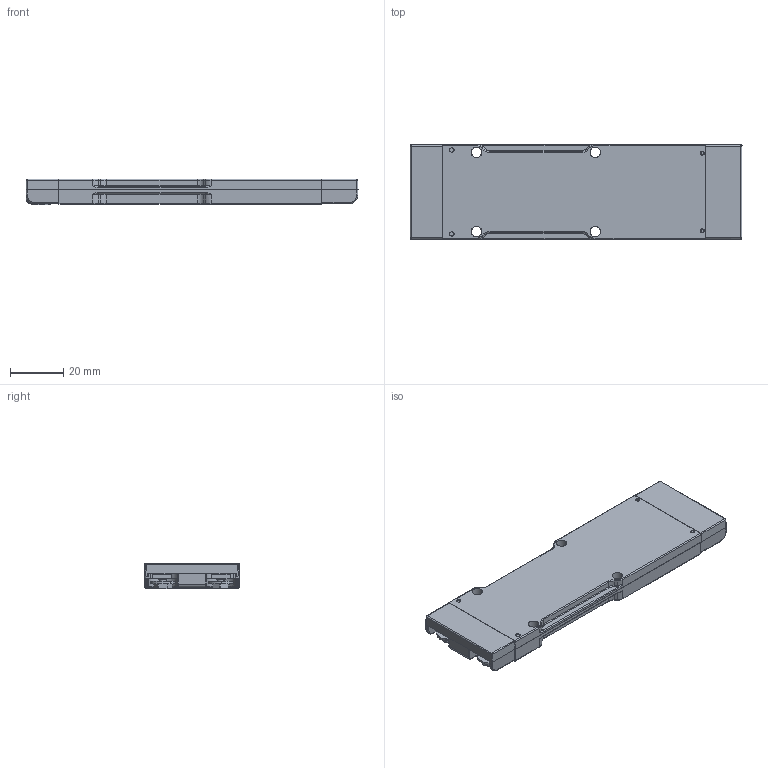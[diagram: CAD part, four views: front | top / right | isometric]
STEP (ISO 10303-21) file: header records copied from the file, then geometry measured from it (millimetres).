
FILE_DESCRIPTION (( 'STEP AP214' ), '1' );
FILE_NAME ('VIA_4914_chassis_without_comm.STEP', '2020-12-08T15:17:49', ( '' ), ( '' ), 'SwSTEP 2.0', 'SolidWorks 2017', '' );
FILE_SCHEMA (( 'AUTOMOTIVE_DESIGN' ));
Length unit declared in the file: millimetre
Products named in the file (1): VIA_4914_chassis_without_comm
Bounding box: 124.75 x 35.54 x 9.65 mm (x, y, z)
Volume: 37137 mm3; surface area: 24538.6 mm2
Topology: 26 solids, 26 shells, 1220 faces, 3152 edges, 1964 vertices
Faces by surface type: cylinder 546, plane 379, bspline 179, cone 60, torus 32, sphere 24
Entity records: 87357 total; most frequent: CARTESIAN_POINT 46367, ORIENTED_EDGE 6224, DIRECTION 5139, EDGE_CURVE 3112, VERTEX_POINT 1959, AXIS2_PLACEMENT_3D 1837, VECTOR 1465, LINE 1465
